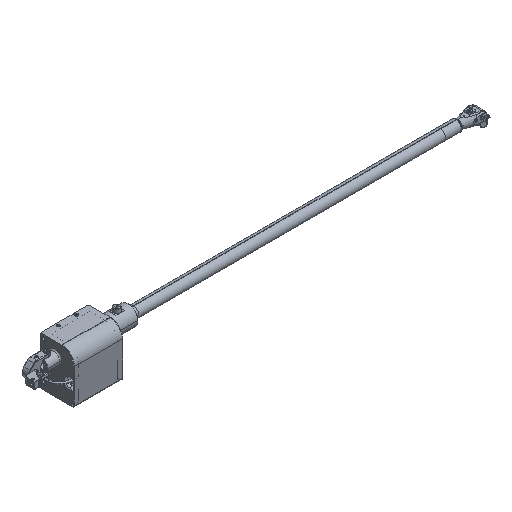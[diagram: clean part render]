
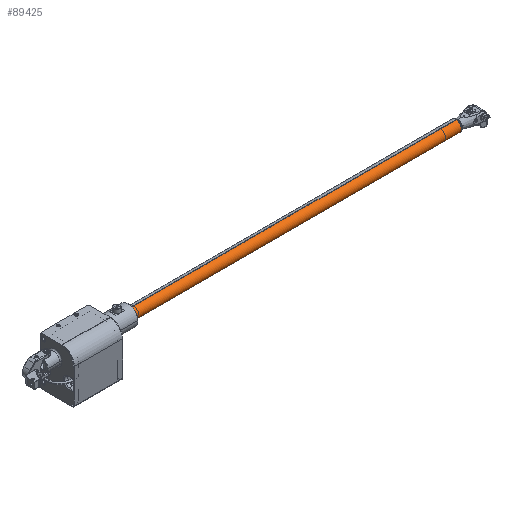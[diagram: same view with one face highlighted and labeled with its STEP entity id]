
A CAD part, isometric view. The second image highlights one B-rep face of the part: STEP entity #89425.
In plain terms, the highlighted cylindrical face has radius 14 mm (diameter 28 mm), a partial arc.
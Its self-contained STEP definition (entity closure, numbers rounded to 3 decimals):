
#24126=CARTESIAN_POINT('',(-20.,0.,0.));
#24127=DIRECTION('',(1.,0.,0.));
#24128=DIRECTION('',(0.,0.,1.));
#24129=AXIS2_PLACEMENT_3D('',#24126,#24127,#24128);
#24148=CARTESIAN_POINT('',(-6.,0.,
-14.));
#24150=CARTESIAN_POINT('',(-6.,0.,
14.));
#24166=CARTESIAN_POINT('',(-14.,0.,
14.));
#24168=CARTESIAN_POINT('',(-14.,0.,
-14.));
#24265=CARTESIAN_POINT('',(-6.,0.,
-14.));
#24266=CARTESIAN_POINT('',(-6.,-0.447,
-14.));
#24267=CARTESIAN_POINT('',(-6.143,-1.288,
-13.958));
#24268=CARTESIAN_POINT('',(-6.731,-2.417,
-13.803));
#24269=CARTESIAN_POINT('',(-7.624,-3.299,
-13.612));
#24270=CARTESIAN_POINT('',(-8.764,-3.871,
-13.456));
#24271=CARTESIAN_POINT('',(-9.573,-4.,
-13.416));
#24272=CARTESIAN_POINT('',(-10.,-4.,
-13.416));
#24274=CARTESIAN_POINT('',(-10.,-4.,
-13.416));
#24275=CARTESIAN_POINT('',(-10.433,-4.,
-13.416));
#24276=CARTESIAN_POINT('',(-11.253,-3.867,
-13.457));
#24277=CARTESIAN_POINT('',(-12.396,-3.285,
-13.616));
#24278=CARTESIAN_POINT('',(-13.286,-2.397,
-13.807));
#24279=CARTESIAN_POINT('',(-13.871,-1.243,
-13.962));
#24280=CARTESIAN_POINT('',(-14.,-0.428,
-14.));
#24281=CARTESIAN_POINT('',(-14.,0.,
-14.));
#24283=DIRECTION('',(-1.,0.,0.));
#24284=VECTOR('',#24283,6.);
#24285=CARTESIAN_POINT('',(-14.,0.,
-14.));
#24286=LINE('',#24285,#24284);
#24287=DIRECTION('',(1.,0.,0.));
#24288=VECTOR('',#24287,6.);
#24289=CARTESIAN_POINT('',(-20.,0.,14.));
#24290=LINE('',#24289,#24288);
#24291=CARTESIAN_POINT('',(-14.,0.,
14.));
#24292=CARTESIAN_POINT('',(-14.,-0.452,
14.));
#24293=CARTESIAN_POINT('',(-13.853,-1.3,
13.957));
#24294=CARTESIAN_POINT('',(-13.263,-2.424,
13.801));
#24295=CARTESIAN_POINT('',(-12.369,-3.304,
13.611));
#24296=CARTESIAN_POINT('',(-11.232,-3.872,
13.456));
#24297=CARTESIAN_POINT('',(-10.425,-4.,
13.416));
#24298=CARTESIAN_POINT('',(-10.,-4.,
13.416));
#24300=CARTESIAN_POINT('',(-10.,-4.,
13.416));
#24301=CARTESIAN_POINT('',(-9.567,-4.,
13.416));
#24302=CARTESIAN_POINT('',(-8.748,-3.868,
13.457));
#24303=CARTESIAN_POINT('',(-7.604,-3.285,
13.616));
#24304=CARTESIAN_POINT('',(-6.716,-2.399,
13.806));
#24305=CARTESIAN_POINT('',(-6.128,-1.242,
13.962));
#24306=CARTESIAN_POINT('',(-6.,-0.428,
14.));
#24307=CARTESIAN_POINT('',(-6.,0.,
14.));
#24309=DIRECTION('',(1.,0.,0.));
#24310=VECTOR('',#24309,869.);
#24311=CARTESIAN_POINT('',(-6.,0.,
14.));
#24312=LINE('',#24311,#24310);
#24313=DIRECTION('',(-1.,0.,0.));
#24314=VECTOR('',#24313,869.);
#24315=CARTESIAN_POINT('',(863.,0.,-14.));
#24316=LINE('',#24315,#24314);
#24322=CARTESIAN_POINT('',(863.,0.,0.));
#24323=DIRECTION('',(-1.,0.,0.));
#24324=DIRECTION('',(0.,0.,-1.));
#24325=AXIS2_PLACEMENT_3D('',#24322,#24323,#24324);
#34170=CARTESIAN_POINT('',(-20.,0.,-14.));
#34171=CARTESIAN_POINT('',(-20.,0.,14.));
#34172=VERTEX_POINT('',#34170);
#34173=VERTEX_POINT('',#34171);
#34178=CARTESIAN_POINT('',(863.,0.,14.));
#34179=CARTESIAN_POINT('',(863.,0.,-14.));
#34180=VERTEX_POINT('',#34178);
#34181=VERTEX_POINT('',#34179);
#42912=VERTEX_POINT('',#24166);
#42913=VERTEX_POINT('',#24150);
#42914=VERTEX_POINT('',#24298);
#42944=VERTEX_POINT('',#24148);
#42945=VERTEX_POINT('',#24168);
#42946=VERTEX_POINT('',#24272);
#89403=CARTESIAN_POINT('',(-37.66,0.,0.));
#89404=DIRECTION('',(1.,0.,0.));
#89405=DIRECTION('',(0.,0.,-1.));
#89406=AXIS2_PLACEMENT_3D('',#89403,#89404,#89405);
#89407=CYLINDRICAL_SURFACE('',#89406,14.);
#89409=ORIENTED_EDGE('',*,*,#89408,.T.);
#89411=ORIENTED_EDGE('',*,*,#89410,.T.);
#89412=ORIENTED_EDGE('',*,*,#89325,.T.);
#89413=ORIENTED_EDGE('',*,*,#89287,.F.);
#89414=ORIENTED_EDGE('',*,*,#89322,.T.);
#89416=ORIENTED_EDGE('',*,*,#89415,.T.);
#89418=ORIENTED_EDGE('',*,*,#89417,.T.);
#89419=ORIENTED_EDGE('',*,*,#89316,.T.);
#89421=ORIENTED_EDGE('',*,*,#89420,.F.);
#89422=ORIENTED_EDGE('',*,*,#89312,.T.);
#89423=EDGE_LOOP('',(#89409,#89411,#89412,#89413,#89414,#89416,#89418,#89419,
#89421,#89422));
#89424=FACE_OUTER_BOUND('',#89423,.F.);
#24130=CIRCLE('',#24129,14.);
#24273=B_SPLINE_CURVE_WITH_KNOTS('',3,(#24265,#24266,#24267,#24268,#24269,
#24270,#24271,#24272),.UNSPECIFIED.,.F.,.F.,(4,1,1,1,1,4),(0.,0.2,0.4,
0.6,0.8,1.),.UNSPECIFIED.);
#24282=B_SPLINE_CURVE_WITH_KNOTS('',3,(#24274,#24275,#24276,#24277,#24278,
#24279,#24280,#24281),.UNSPECIFIED.,.F.,.F.,(4,1,1,1,1,4),(0.,0.2,0.4,
0.6,0.8,1.),.UNSPECIFIED.);
#24299=B_SPLINE_CURVE_WITH_KNOTS('',3,(#24291,#24292,#24293,#24294,#24295,
#24296,#24297,#24298),.UNSPECIFIED.,.F.,.F.,(4,1,1,1,1,4),(0.,0.2,0.4,
0.6,0.8,1.),.UNSPECIFIED.);
#24308=B_SPLINE_CURVE_WITH_KNOTS('',3,(#24300,#24301,#24302,#24303,#24304,
#24305,#24306,#24307),.UNSPECIFIED.,.F.,.F.,(4,1,1,1,1,4),(0.,0.2,0.4,
0.6,0.8,1.),.UNSPECIFIED.);
#24326=CIRCLE('',#24325,14.);
#89287=EDGE_CURVE('',#34173,#34172,#24130,.T.);
#89312=EDGE_CURVE('',#34181,#42944,#24316,.T.);
#89316=EDGE_CURVE('',#42913,#34180,#24312,.T.);
#89322=EDGE_CURVE('',#34173,#42912,#24290,.T.);
#89325=EDGE_CURVE('',#42945,#34172,#24286,.T.);
#89408=EDGE_CURVE('',#42944,#42946,#24273,.T.);
#89410=EDGE_CURVE('',#42946,#42945,#24282,.T.);
#89415=EDGE_CURVE('',#42912,#42914,#24299,.T.);
#89417=EDGE_CURVE('',#42914,#42913,#24308,.T.);
#89420=EDGE_CURVE('',#34181,#34180,#24326,.T.);
#89425=ADVANCED_FACE('',(#89424),#89407,.T.);
